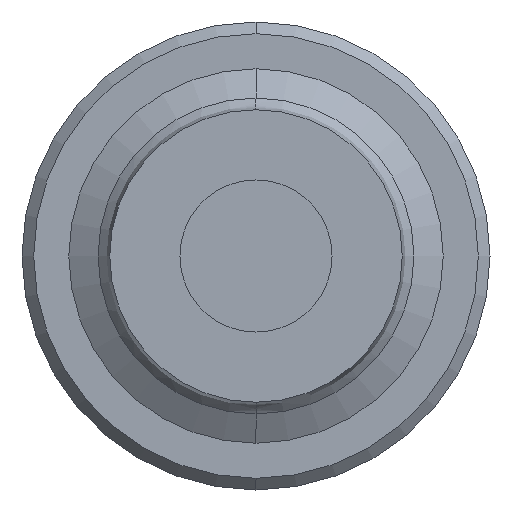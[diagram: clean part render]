
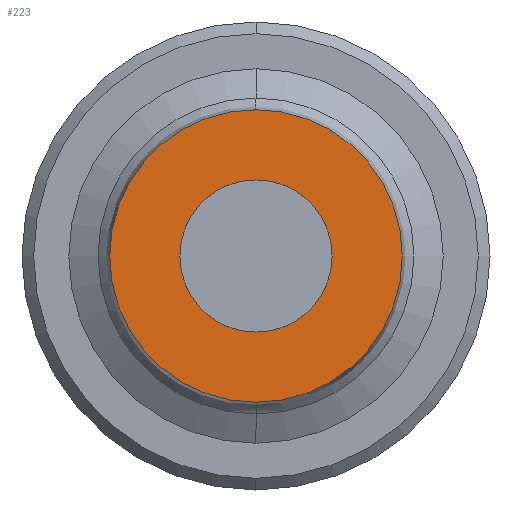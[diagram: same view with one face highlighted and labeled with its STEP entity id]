
A CAD part, left-side view. The second image highlights one B-rep face of the part: STEP entity #223.
In plain terms, the highlighted planar face has unit normal (-1, 0, 0).
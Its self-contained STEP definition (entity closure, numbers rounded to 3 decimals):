
#223=ADVANCED_FACE('',(#281,#282),#280,.F.);
#280=PLANE('',#860);
#281=FACE_OUTER_BOUND('',#861,.T.);
#282=FACE_BOUND('',#862,.T.);
#857=CARTESIAN_POINT('',(0.,-25.981,16.25));
#858=DIRECTION('',(1.,0.,0.));
#859=DIRECTION('',(0.,0.,-1.));
#860=AXIS2_PLACEMENT_3D('',#857,#858,#859);
#861=EDGE_LOOP('',(#1393,#1394));
#862=EDGE_LOOP('',(#1395,#1396));
#1393=ORIENTED_EDGE('',*,*,#1617,.T.);
#1394=ORIENTED_EDGE('',*,*,#1618,.T.);
#1395=ORIENTED_EDGE('',*,*,#1619,.F.);
#1396=ORIENTED_EDGE('',*,*,#1620,.F.);
#1617=EDGE_CURVE('',#1729,#1730,#1731,.T.);
#1618=EDGE_CURVE('',#1730,#1729,#1737,.T.);
#1619=EDGE_CURVE('',#1743,#1744,#1745,.T.);
#1620=EDGE_CURVE('',#1744,#1743,#1751,.T.);
#1729=VERTEX_POINT('',#2465);
#1730=VERTEX_POINT('',#2466);
#1731=CIRCLE('',#2470,12.5);
#1737=CIRCLE('',#2474,12.5);
#1743=VERTEX_POINT('',#2475);
#1744=VERTEX_POINT('',#2476);
#1745=CIRCLE('',#2480,6.5);
#1751=CIRCLE('',#2484,6.5);
#2465=CARTESIAN_POINT('',(0.,0.,12.5));
#2466=CARTESIAN_POINT('',(0.,0.,-12.5));
#2467=CARTESIAN_POINT('',(0.,0.,0.));
#2468=DIRECTION('',(-1.,0.,0.));
#2469=DIRECTION('',(0.,0.,1.));
#2470=AXIS2_PLACEMENT_3D('',#2467,#2468,#2469);
#2471=CARTESIAN_POINT('',(0.,0.,0.));
#2472=DIRECTION('',(-1.,0.,0.));
#2473=DIRECTION('',(0.,0.,1.));
#2474=AXIS2_PLACEMENT_3D('',#2471,#2472,#2473);
#2475=CARTESIAN_POINT('',(0.,0.,-6.5));
#2476=CARTESIAN_POINT('',(0.,0.,6.5));
#2477=CARTESIAN_POINT('',(0.,0.,0.));
#2478=DIRECTION('',(-1.,0.,0.));
#2479=DIRECTION('',(0.,0.,1.));
#2480=AXIS2_PLACEMENT_3D('',#2477,#2478,#2479);
#2481=CARTESIAN_POINT('',(0.,0.,0.));
#2482=DIRECTION('',(-1.,0.,0.));
#2483=DIRECTION('',(0.,0.,1.));
#2484=AXIS2_PLACEMENT_3D('',#2481,#2482,#2483);
